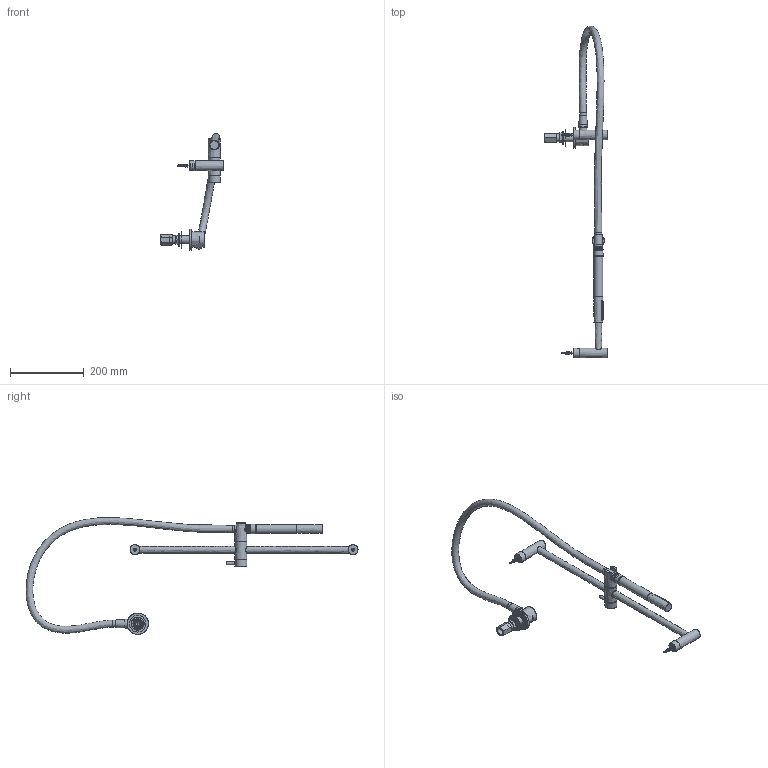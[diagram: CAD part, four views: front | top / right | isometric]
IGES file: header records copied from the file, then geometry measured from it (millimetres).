
Global section: file name: V170A-A; native system: Autodesk Inventor 2018; preprocessor: unknown; author: mblakey; date: 20190705.114308; units: millimetre
Bounding box: 171.01 x 899.8 x 316.58 mm (x, y, z)
Volume: 650565.4 mm3; surface area: 266550.3 mm2
Topology: 27 solids, 27 shells, 1276 faces, 3379 edges, 2311 vertices
Faces by surface type: bspline 1276
